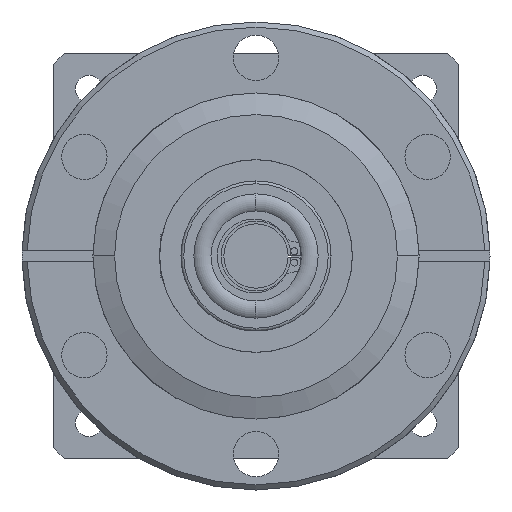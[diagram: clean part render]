
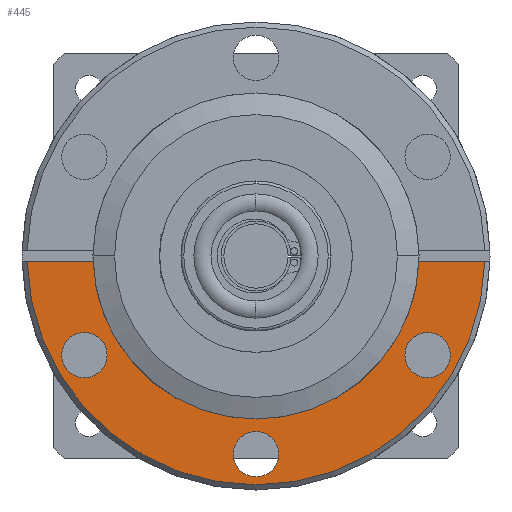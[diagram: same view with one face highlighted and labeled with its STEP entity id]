
A CAD part, left-side view. The second image highlights one B-rep face of the part: STEP entity #445.
In plain terms, the highlighted planar face has unit normal (-1, 0, 0).
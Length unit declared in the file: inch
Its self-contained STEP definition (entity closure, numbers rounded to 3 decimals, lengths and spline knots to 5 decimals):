
#19 = CIRCLE ( 'NONE', #3835, 0.1325 ) ;
#34 = AXIS2_PLACEMENT_3D ( 'NONE', #3074, #1299, #4046 ) ;
#59 = VERTEX_POINT ( 'NONE', #4061 ) ;
#271 = EDGE_CURVE ( 'NONE', #5479, #4211, #630, .T. ) ;
#275 = CARTESIAN_POINT ( 'NONE',  ( -1.51625, -1.00113, -0.578 ) ) ;
#308 = AXIS2_PLACEMENT_3D ( 'NONE', #4915, #2504, #5335 ) ;
#353 = ORIENTED_EDGE ( 'NONE', *, *, #5506, .F. ) ;
#375 = VERTEX_POINT ( 'NONE', #5336 ) ;
#400 = CIRCLE ( 'NONE', #4769, 0.1325 ) ;
#445 = ADVANCED_FACE ( 'NONE', ( #6006, #5482, #2170, #1751 ), #1781, .F. ) ;
#446 = CARTESIAN_POINT ( 'NONE',  ( -1.51625, 0., -1.156 ) ) ;
#476 = DIRECTION ( 'NONE',  ( -1., 0., 0. ) ) ;
#551 = CARTESIAN_POINT ( 'NONE',  ( -1.51625, 0., -1.2885 ) ) ;
#629 = DIRECTION ( 'NONE',  ( -1., 0., 0. ) ) ;
#630 = LINE ( 'NONE', #1241, #3607 ) ;
#633 = VERTEX_POINT ( 'NONE', #4831 ) ;
#644 = EDGE_LOOP ( 'NONE', ( #5030, #353 ) ) ;
#750 = DIRECTION ( 'NONE',  ( 0., -1., 0. ) ) ;
#751 = EDGE_CURVE ( 'NONE', #59, #633, #873, .T. ) ;
#778 = EDGE_LOOP ( 'NONE', ( #3817, #4902 ) ) ;
#873 = LINE ( 'NONE', #4188, #1271 ) ;
#918 = EDGE_LOOP ( 'NONE', ( #1774, #5469, #3472, #2587 ) ) ;
#1014 = CARTESIAN_POINT ( 'NONE',  ( -1.51625, 1.33466, -0.03 ) ) ;
#1241 = CARTESIAN_POINT ( 'NONE',  ( -1.51625, 1.38335, -0.03 ) ) ;
#1271 = VECTOR ( 'NONE', #2282, 39.37008 ) ;
#1292 = ORIENTED_EDGE ( 'NONE', *, *, #4578, .F. ) ;
#1299 = DIRECTION ( 'NONE',  ( 1., 0., 0. ) ) ;
#1529 = VERTEX_POINT ( 'NONE', #4904 ) ;
#1638 = DIRECTION ( 'NONE',  ( 0., 0., 1. ) ) ;
#1735 = ORIENTED_EDGE ( 'NONE', *, *, #2709, .F. ) ;
#1751 = FACE_BOUND ( 'NONE', #644, .T. ) ;
#1774 = ORIENTED_EDGE ( 'NONE', *, *, #3955, .T. ) ;
#1781 = PLANE ( 'NONE',  #34 ) ;
#1782 = DIRECTION ( 'NONE',  ( -1., 0., 0. ) ) ;
#1868 = CIRCLE ( 'NONE', #5858, 0.951 ) ;
#2139 = CIRCLE ( 'NONE', #308, 1.335 ) ;
#2170 = FACE_BOUND ( 'NONE', #3665, .T. ) ;
#2282 = DIRECTION ( 'NONE',  ( 0., -1., 0. ) ) ;
#2332 = DIRECTION ( 'NONE',  ( -1., 0., 0. ) ) ;
#2499 = CIRCLE ( 'NONE', #3171, 0.1325 ) ;
#2504 = DIRECTION ( 'NONE',  ( -1., 0., 0. ) ) ;
#2587 = ORIENTED_EDGE ( 'NONE', *, *, #271, .F. ) ;
#2590 = CARTESIAN_POINT ( 'NONE',  ( -1.51625, -1.00113, -0.7105 ) ) ;
#2617 = AXIS2_PLACEMENT_3D ( 'NONE', #446, #476, #5548 ) ;
#2709 = EDGE_CURVE ( 'NONE', #5453, #3945, #5543, .T. ) ;
#2751 = EDGE_CURVE ( 'NONE', #5421, #4714, #5070, .T. ) ;
#3074 = CARTESIAN_POINT ( 'NONE',  ( -1.51625, 1.365, 0. ) ) ;
#3130 = EDGE_CURVE ( 'NONE', #1529, #375, #2499, .T. ) ;
#3171 = AXIS2_PLACEMENT_3D ( 'NONE', #3996, #4506, #4473 ) ;
#3304 = CIRCLE ( 'NONE', #2617, 0.1325 ) ;
#3353 = DIRECTION ( 'NONE',  ( 0., -1., 0. ) ) ;
#3423 = CARTESIAN_POINT ( 'NONE',  ( -1.51625, 1.00113, -0.578 ) ) ;
#3472 = ORIENTED_EDGE ( 'NONE', *, *, #5056, .F. ) ;
#3607 = VECTOR ( 'NONE', #750, 39.37008 ) ;
#3665 = EDGE_LOOP ( 'NONE', ( #1292, #1735 ) ) ;
#3779 = CARTESIAN_POINT ( 'NONE',  ( -1.51625, -1.00113, -0.4455 ) ) ;
#3815 = AXIS2_PLACEMENT_3D ( 'NONE', #275, #1782, #5034 ) ;
#3817 = ORIENTED_EDGE ( 'NONE', *, *, #2751, .F. ) ;
#3820 = CARTESIAN_POINT ( 'NONE',  ( -1.51625, 0., 0. ) ) ;
#3835 = AXIS2_PLACEMENT_3D ( 'NONE', #3423, #2332, #4180 ) ;
#3843 = EDGE_CURVE ( 'NONE', #4714, #5421, #400, .T. ) ;
#3945 = VERTEX_POINT ( 'NONE', #5893 ) ;
#3955 = EDGE_CURVE ( 'NONE', #5479, #633, #2139, .T. ) ;
#3993 = CARTESIAN_POINT ( 'NONE',  ( -1.51625, 0., -1.156 ) ) ;
#3996 = CARTESIAN_POINT ( 'NONE',  ( -1.51625, 1.00113, -0.578 ) ) ;
#4046 = DIRECTION ( 'NONE',  ( 0., 1., 0. ) ) ;
#4061 = CARTESIAN_POINT ( 'NONE',  ( -1.51625, -0.95053, -0.03 ) ) ;
#4180 = DIRECTION ( 'NONE',  ( 0., 0., 1. ) ) ;
#4188 = CARTESIAN_POINT ( 'NONE',  ( -1.51625, -1.38335, -0.03 ) ) ;
#4211 = VERTEX_POINT ( 'NONE', #4324 ) ;
#4226 = DIRECTION ( 'NONE',  ( 0., 0., 1. ) ) ;
#4324 = CARTESIAN_POINT ( 'NONE',  ( -1.51625, 0.95053, -0.03 ) ) ;
#4473 = DIRECTION ( 'NONE',  ( 0., 0., 1. ) ) ;
#4506 = DIRECTION ( 'NONE',  ( -1., 0., 0. ) ) ;
#4578 = EDGE_CURVE ( 'NONE', #3945, #5453, #3304, .T. ) ;
#4714 = VERTEX_POINT ( 'NONE', #2590 ) ;
#4769 = AXIS2_PLACEMENT_3D ( 'NONE', #4797, #629, #4226 ) ;
#4797 = CARTESIAN_POINT ( 'NONE',  ( -1.51625, -1.00113, -0.578 ) ) ;
#4831 = CARTESIAN_POINT ( 'NONE',  ( -1.51625, -1.33466, -0.03 ) ) ;
#4902 = ORIENTED_EDGE ( 'NONE', *, *, #3843, .F. ) ;
#4904 = CARTESIAN_POINT ( 'NONE',  ( -1.51625, 1.00113, -0.4455 ) ) ;
#4915 = CARTESIAN_POINT ( 'NONE',  ( -1.51625, 0., 0. ) ) ;
#5030 = ORIENTED_EDGE ( 'NONE', *, *, #3130, .F. ) ;
#5034 = DIRECTION ( 'NONE',  ( 0., 0., 1. ) ) ;
#5056 = EDGE_CURVE ( 'NONE', #4211, #59, #1868, .T. ) ;
#5070 = CIRCLE ( 'NONE', #3815, 0.1325 ) ;
#5253 = AXIS2_PLACEMENT_3D ( 'NONE', #3993, #5951, #1638 ) ;
#5335 = DIRECTION ( 'NONE',  ( 0., 1., 0. ) ) ;
#5336 = CARTESIAN_POINT ( 'NONE',  ( -1.51625, 1.00113, -0.7105 ) ) ;
#5421 = VERTEX_POINT ( 'NONE', #3779 ) ;
#5453 = VERTEX_POINT ( 'NONE', #551 ) ;
#5469 = ORIENTED_EDGE ( 'NONE', *, *, #751, .F. ) ;
#5479 = VERTEX_POINT ( 'NONE', #1014 ) ;
#5482 = FACE_OUTER_BOUND ( 'NONE', #918, .T. ) ;
#5506 = EDGE_CURVE ( 'NONE', #375, #1529, #19, .T. ) ;
#5543 = CIRCLE ( 'NONE', #5253, 0.1325 ) ;
#5548 = DIRECTION ( 'NONE',  ( 0., 0., 1. ) ) ;
#5660 = DIRECTION ( 'NONE',  ( -1., 0., 0. ) ) ;
#5858 = AXIS2_PLACEMENT_3D ( 'NONE', #3820, #5660, #3353 ) ;
#5893 = CARTESIAN_POINT ( 'NONE',  ( -1.51625, 0., -1.0235 ) ) ;
#5951 = DIRECTION ( 'NONE',  ( -1., 0., 0. ) ) ;
#6006 = FACE_BOUND ( 'NONE', #778, .T. ) ;
